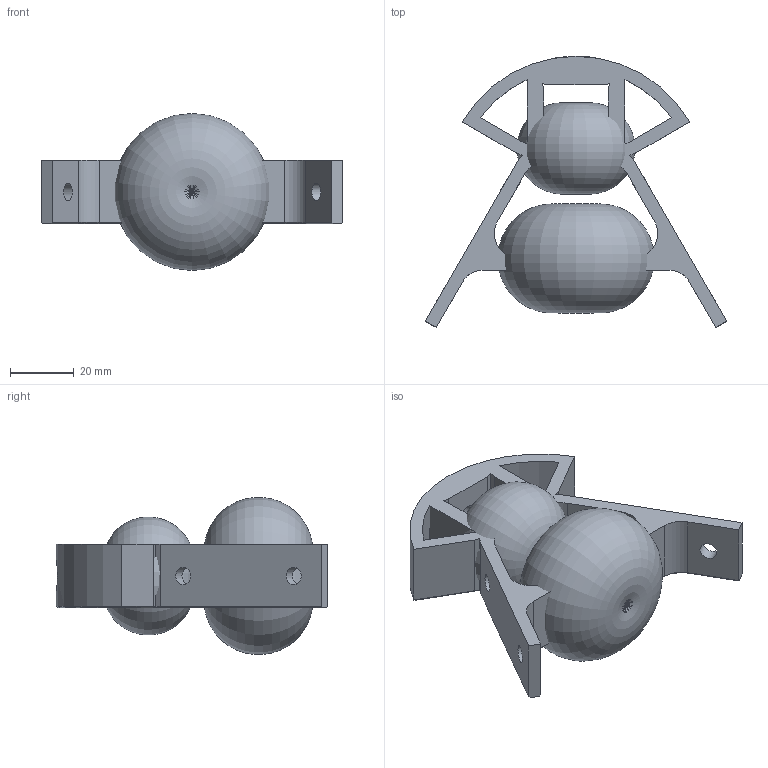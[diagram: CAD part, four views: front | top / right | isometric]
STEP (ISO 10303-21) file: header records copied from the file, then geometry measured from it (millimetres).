
FILE_DESCRIPTION(/* description */ ('Alibre Inc.'),/* implementation_level */ '2;1');
FILE_NAME(/* name */ 'export0',/* time_stamp */ '2016-08-10T13:02:07-04:00',/* author */ (''),/* organization */ (''),/* preprocessor_version */ 'ST-DEVELOPER v14',/* originating_system */ 'Alibre',/* authorisation */ '');
FILE_SCHEMA (('AUTOMOTIVE_DESIGN'));
Length unit declared in the file: centimetre
Bounding box: 94.72 x 85.12 x 49.28 mm (x, y, z)
Volume: 98044.2 mm3; surface area: 31142.3 mm2
Topology: 1 solids, 1 shells, 104 faces, 275 edges, 176 vertices
Faces by surface type: plane 71, cylinder 18, cone 9, torus 4, bspline 2
Full cylindrical faces by diameter (mm): 5.5 x7, 9 x1, 10 x1
Entity records: 3529 total; most frequent: CARTESIAN_POINT 1091, ORIENTED_EDGE 512, DIRECTION 408, EDGE_CURVE 256, VECTOR 183, LINE 183, VERTEX_POINT 170, AXIS2_PLACEMENT_3D 148
